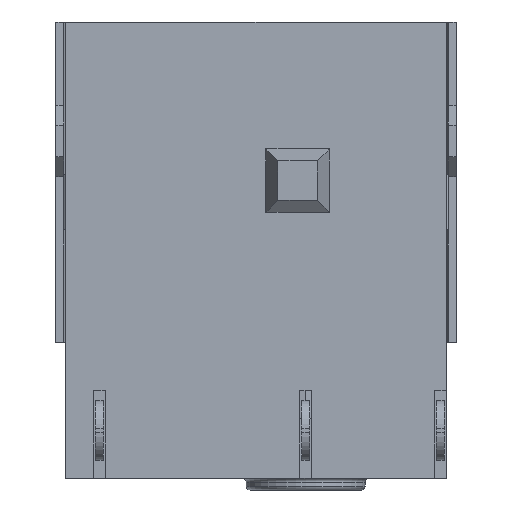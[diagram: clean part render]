
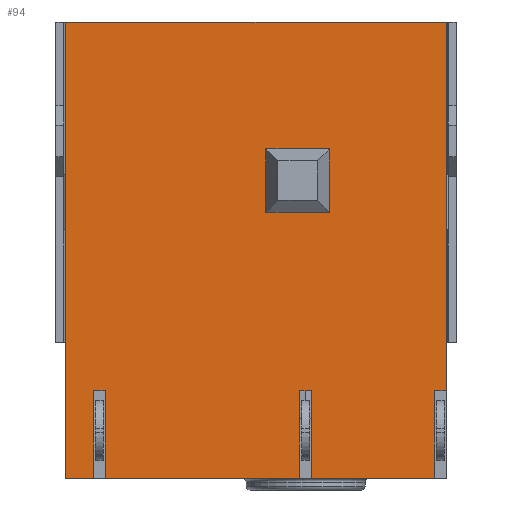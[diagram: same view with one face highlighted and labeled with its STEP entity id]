
A CAD part, front view. The second image highlights one B-rep face of the part: STEP entity #94.
In plain terms, the highlighted planar face has unit normal (0, -1, 0).
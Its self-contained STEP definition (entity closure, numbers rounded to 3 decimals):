
#94=ADVANCED_FACE('',(#711,#712),#713,.T.);
#711=FACE_OUTER_BOUND('',#1889,.T.);
#712=FACE_BOUND('',#1890,.T.);
#713=PLANE('',#1891);
#1889=EDGE_LOOP('',(#3607,#3608,#3609,#3610,#3611,#3612,#3613,#3614,#3615,#3616,#3617,#3618,#3619,#3620));
#1890=EDGE_LOOP('',(#3621,#3622,#3623,#3624));
#1891=AXIS2_PLACEMENT_3D('',#3625,#3626,#3627);
#3607=ORIENTED_EDGE('',*,*,#8471,.T.);
#3608=ORIENTED_EDGE('',*,*,#8472,.F.);
#3609=ORIENTED_EDGE('',*,*,#8473,.F.);
#3610=ORIENTED_EDGE('',*,*,#8474,.T.);
#3611=ORIENTED_EDGE('',*,*,#8475,.T.);
#3612=ORIENTED_EDGE('',*,*,#8476,.F.);
#3613=ORIENTED_EDGE('',*,*,#8477,.F.);
#3614=ORIENTED_EDGE('',*,*,#8478,.T.);
#3615=ORIENTED_EDGE('',*,*,#8479,.T.);
#3616=ORIENTED_EDGE('',*,*,#8480,.F.);
#3617=ORIENTED_EDGE('',*,*,#8481,.F.);
#3618=ORIENTED_EDGE('',*,*,#8482,.T.);
#3619=ORIENTED_EDGE('',*,*,#8483,.T.);
#3620=ORIENTED_EDGE('',*,*,#8484,.F.);
#3621=ORIENTED_EDGE('',*,*,#8485,.F.);
#3622=ORIENTED_EDGE('',*,*,#8486,.F.);
#3623=ORIENTED_EDGE('',*,*,#8487,.F.);
#3624=ORIENTED_EDGE('',*,*,#8488,.F.);
#3625=CARTESIAN_POINT('',(-5.05,-3.65,0.0));
#3626=DIRECTION('',(0.0,-1.0,0.0));
#3627=DIRECTION('',(0.0,0.0,-1.0));
#8471=EDGE_CURVE('',#10596,#10597,#10598,.T.);
#8472=EDGE_CURVE('',#10599,#10597,#10600,.T.);
#8473=EDGE_CURVE('',#10601,#10599,#10602,.T.);
#8474=EDGE_CURVE('',#10601,#10603,#10604,.T.);
#8475=EDGE_CURVE('',#10603,#10605,#10606,.T.);
#8476=EDGE_CURVE('',#10607,#10605,#10608,.T.);
#8477=EDGE_CURVE('',#10609,#10607,#10610,.T.);
#8478=EDGE_CURVE('',#10609,#10611,#10612,.T.);
#8479=EDGE_CURVE('',#10611,#10613,#10614,.T.);
#8480=EDGE_CURVE('',#10615,#10613,#10616,.T.);
#8481=EDGE_CURVE('',#10617,#10615,#10618,.T.);
#8482=EDGE_CURVE('',#10617,#10619,#10620,.T.);
#8483=EDGE_CURVE('',#10619,#10621,#10622,.T.);
#8484=EDGE_CURVE('',#10596,#10621,#10623,.T.);
#8485=EDGE_CURVE('',#10624,#10625,#10626,.T.);
#8486=EDGE_CURVE('',#10627,#10624,#10628,.T.);
#8487=EDGE_CURVE('',#10629,#10627,#10630,.T.);
#8488=EDGE_CURVE('',#10625,#10629,#10631,.T.);
#10596=VERTEX_POINT('',#13759);
#10597=VERTEX_POINT('',#13760);
#10598=LINE('',#13761,#13762);
#10599=VERTEX_POINT('',#13763);
#10600=LINE('',#13764,#13765);
#10601=VERTEX_POINT('',#13766);
#10602=LINE('',#13767,#13768);
#10603=VERTEX_POINT('',#13769);
#10604=LINE('',#13770,#13771);
#10605=VERTEX_POINT('',#13772);
#10606=LINE('',#13773,#13774);
#10607=VERTEX_POINT('',#13775);
#10608=LINE('',#13776,#13777);
#10609=VERTEX_POINT('',#13778);
#10610=LINE('',#13779,#13780);
#10611=VERTEX_POINT('',#13781);
#10612=LINE('',#13782,#13783);
#10613=VERTEX_POINT('',#13784);
#10614=LINE('',#13785,#13786);
#10615=VERTEX_POINT('',#13787);
#10616=LINE('',#13788,#13789);
#10617=VERTEX_POINT('',#13790);
#10618=LINE('',#13791,#13792);
#10619=VERTEX_POINT('',#13793);
#10620=LINE('',#13794,#13795);
#10621=VERTEX_POINT('',#13796);
#10622=LINE('',#13797,#13798);
#10623=LINE('',#13799,#13800);
#10624=VERTEX_POINT('',#13801);
#10625=VERTEX_POINT('',#13802);
#10626=LINE('',#13803,#13804);
#10627=VERTEX_POINT('',#13805);
#10628=LINE('',#13806,#13807);
#10629=VERTEX_POINT('',#13808);
#10630=LINE('',#13809,#13810);
#10631=LINE('',#13811,#13812);
#13759=CARTESIAN_POINT('',(4.8,-3.65,-9.3));
#13760=CARTESIAN_POINT('',(4.8,-3.65,0.0));
#13761=CARTESIAN_POINT('',(4.8,-3.65,-9.3));
#13762=VECTOR('',#17077,9.3);
#13763=CARTESIAN_POINT('',(-4.8,-3.65,0.0));
#13764=CARTESIAN_POINT('',(-4.8,-3.65,0.0));
#13765=VECTOR('',#17078,9.6);
#13766=CARTESIAN_POINT('',(-4.8,-3.65,-11.5));
#13767=CARTESIAN_POINT('',(-4.8,-3.65,-11.5));
#13768=VECTOR('',#17079,11.5);
#13769=CARTESIAN_POINT('',(-4.1,-3.65,-11.5));
#13770=CARTESIAN_POINT('',(-4.8,-3.65,-11.5));
#13771=VECTOR('',#17080,0.7);
#13772=CARTESIAN_POINT('',(-4.1,-3.65,-9.3));
#13773=CARTESIAN_POINT('',(-4.1,-3.65,-11.5));
#13774=VECTOR('',#17081,2.2);
#13775=CARTESIAN_POINT('',(-3.8,-3.65,-9.3));
#13776=CARTESIAN_POINT('',(-3.8,-3.65,-9.3));
#13777=VECTOR('',#17082,0.3);
#13778=CARTESIAN_POINT('',(-3.8,-3.65,-11.5));
#13779=CARTESIAN_POINT('',(-3.8,-3.65,-11.5));
#13780=VECTOR('',#17083,2.2);
#13781=CARTESIAN_POINT('',(1.1,-3.65,-11.5));
#13782=CARTESIAN_POINT('',(-3.8,-3.65,-11.5));
#13783=VECTOR('',#17084,4.9);
#13784=CARTESIAN_POINT('',(1.1,-3.65,-9.3));
#13785=CARTESIAN_POINT('',(1.1,-3.65,-11.5));
#13786=VECTOR('',#17085,2.2);
#13787=CARTESIAN_POINT('',(1.4,-3.65,-9.3));
#13788=CARTESIAN_POINT('',(1.4,-3.65,-9.3));
#13789=VECTOR('',#17086,0.3);
#13790=CARTESIAN_POINT('',(1.4,-3.65,-11.5));
#13791=CARTESIAN_POINT('',(1.4,-3.65,-11.5));
#13792=VECTOR('',#17087,2.2);
#13793=CARTESIAN_POINT('',(4.5,-3.65,-11.5));
#13794=CARTESIAN_POINT('',(1.4,-3.65,-11.5));
#13795=VECTOR('',#17088,3.1);
#13796=CARTESIAN_POINT('',(4.5,-3.65,-9.3));
#13797=CARTESIAN_POINT('',(4.5,-3.65,-11.5));
#13798=VECTOR('',#17089,2.2);
#13799=CARTESIAN_POINT('',(4.8,-3.65,-9.3));
#13800=VECTOR('',#17090,0.3);
#13801=CARTESIAN_POINT('',(1.85,-3.65,-4.8));
#13802=CARTESIAN_POINT('',(1.85,-3.65,-3.2));
#13803=CARTESIAN_POINT('',(1.85,-3.65,-4.8));
#13804=VECTOR('',#17091,1.6);
#13805=CARTESIAN_POINT('',(0.25,-3.65,-4.8));
#13806=CARTESIAN_POINT('',(0.25,-3.65,-4.8));
#13807=VECTOR('',#17092,1.6);
#13808=CARTESIAN_POINT('',(0.25,-3.65,-3.2));
#13809=CARTESIAN_POINT('',(0.25,-3.65,-3.2));
#13810=VECTOR('',#17093,1.6);
#13811=CARTESIAN_POINT('',(1.85,-3.65,-3.2));
#13812=VECTOR('',#17094,1.6);
#17077=DIRECTION('',(0.0,0.0,1.0));
#17078=DIRECTION('',(1.0,0.0,0.0));
#17079=DIRECTION('',(0.0,0.0,1.0));
#17080=DIRECTION('',(1.0,0.0,0.0));
#17081=DIRECTION('',(0.0,0.0,1.0));
#17082=DIRECTION('',(-1.0,0.0,0.0));
#17083=DIRECTION('',(0.0,0.0,1.0));
#17084=DIRECTION('',(1.0,0.0,0.0));
#17085=DIRECTION('',(0.0,0.0,1.0));
#17086=DIRECTION('',(-1.0,0.0,0.0));
#17087=DIRECTION('',(0.0,0.0,1.0));
#17088=DIRECTION('',(1.0,0.0,0.0));
#17089=DIRECTION('',(0.0,0.0,1.0));
#17090=DIRECTION('',(-1.0,0.0,0.0));
#17091=DIRECTION('',(0.0,0.0,1.0));
#17092=DIRECTION('',(1.0,0.0,0.0));
#17093=DIRECTION('',(0.0,0.0,-1.0));
#17094=DIRECTION('',(-1.0,0.0,0.0));
